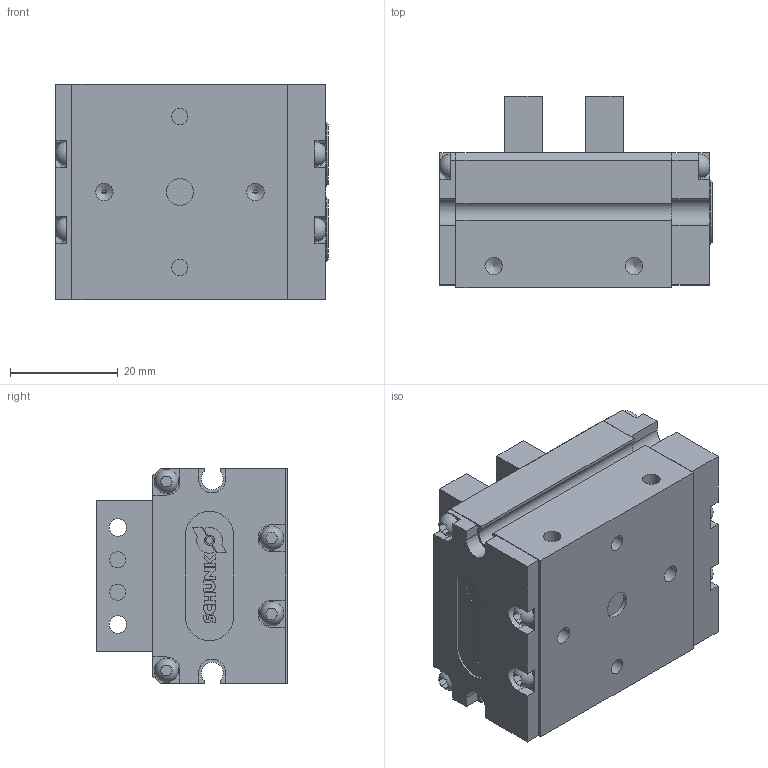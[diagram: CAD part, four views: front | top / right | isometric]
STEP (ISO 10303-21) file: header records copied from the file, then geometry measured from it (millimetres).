
FILE_DESCRIPTION( ( 'STEP AP214' ), '1' );
FILE_NAME( 'SCHUNK-1343463 MPC 40,0ohneohne.stp', '2020-05-14T13:49:06', ( 'License CC BY-ND 4.0' ), ( 'CADENAS' ), ' ', 'PARTsolutions', ' ' );
FILE_SCHEMA( ( 'AUTOMOTIVE_DESIGN { 1 0 10303 214 1 1 1 1 }' ) );
Length unit declared in the file: millimetre
Products named in the file (6): SCHUNK-1343463 MPC 40,0ohneohne; _SCHUNK-1343463 MPC 40 Dummy, 0ohneohne; _SCHUNK-- Gehaeuse MPC 40; _SCHUNK-- Kolben MPC 40; _SCHUNK-9905502 Typenschild 9x24x0.3; _SCHUNK-- Grundbacke MPC 40
Assembly tree (7 placements, depth 2):
  SCHUNK-1343463 MPC 40,0ohneohne
    _SCHUNK-1343463 MPC 40 Dummy, 0ohneohne
    _SCHUNK-- Gehaeuse MPC 40
    _SCHUNK-- Kolben MPC 40  x2
    _SCHUNK-9905502 Typenschild 9x24x0.3
    _SCHUNK-- Grundbacke MPC 40  x2
Bounding box: 50.52 x 35.5 x 40 mm (x, y, z)
Volume: 44177 mm3; surface area: 25762.6 mm2
Topology: 6 solids, 6 shells, 393 faces, 997 edges, 659 vertices
Faces by surface type: plane 285, cylinder 84, cone 16, sphere 8
Full cylindrical faces by diameter (mm): 0.5 x2, 1.344 x1, 3 x8, 3.242 x12, 4.134 x2, 5 x1, 9 x2, 11.8 x6, 12 x4
Entity records: 13467 total; most frequent: CARTESIAN_POINT 1917, DIRECTION 1769, ORIENTED_EDGE 1710, EDGE_CURVE 855, LINE 649, VECTOR 649, VERTEX_POINT 595, AXIS2_PLACEMENT_3D 560
